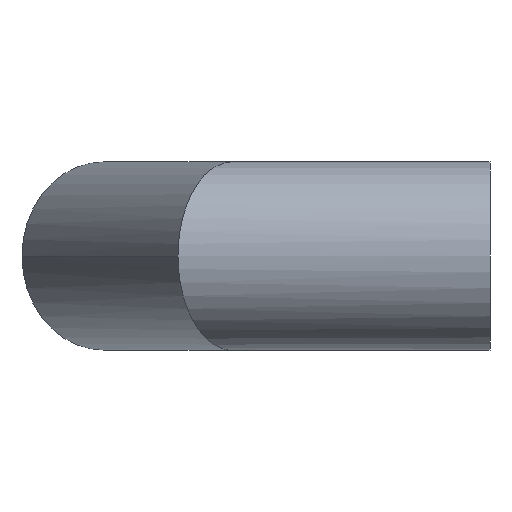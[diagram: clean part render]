
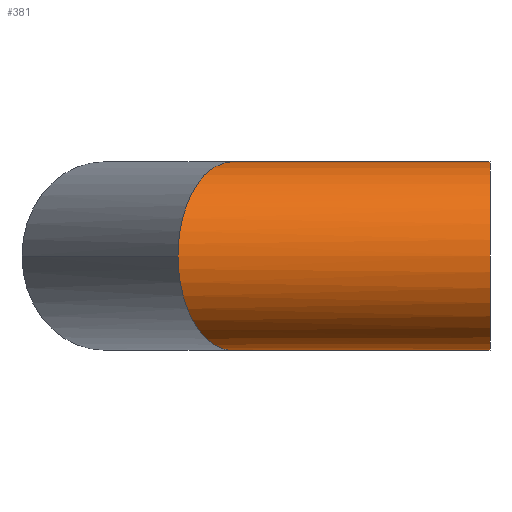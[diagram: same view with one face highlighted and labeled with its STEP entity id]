
A CAD part, left-side view. The second image highlights one B-rep face of the part: STEP entity #381.
In plain terms, the highlighted cylindrical face has radius 45 mm (diameter 90 mm), a partial arc.
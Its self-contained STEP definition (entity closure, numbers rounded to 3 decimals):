
#4 = ORIENTED_EDGE ( 'NONE', *, *, #288, .T. ) ;
#17 = DIRECTION ( 'NONE',  ( 0., 0., 1. ) ) ;
#20 = DIRECTION ( 'NONE',  ( 0., 0., 1. ) ) ;
#33 = CARTESIAN_POINT ( 'NONE',  ( 0., 0., -45. ) ) ;
#38 = LINE ( 'NONE', #340, #105 ) ;
#61 = FACE_OUTER_BOUND ( 'NONE', #100, .T. ) ;
#64 = DIRECTION ( 'NONE',  ( 0., 1., 0. ) ) ;
#67 = CARTESIAN_POINT ( 'NONE',  ( -45., 149.314, -26.36 ) ) ;
#76 = CARTESIAN_POINT ( 'NONE',  ( -45., 149.314, 0. ) ) ;
#87 = AXIS2_PLACEMENT_3D ( 'NONE', #160, #349, #20 ) ;
#98 = VERTEX_POINT ( 'NONE', #248 ) ;
#100 = EDGE_LOOP ( 'NONE', ( #260, #230, #374, #4, #334 ) ) ;
#105 = VECTOR ( 'NONE', #307, 1000. ) ;
#109 =( BOUNDED_CURVE ( )  B_SPLINE_CURVE ( 3, ( #197, #346, #188, #311 ),
 .UNSPECIFIED., .F., .F. ) 
 B_SPLINE_CURVE_WITH_KNOTS ( ( 4, 4 ),
 ( 4.712, 6.283 ),
 .UNSPECIFIED. ) 
 CURVE ( )  GEOMETRIC_REPRESENTATION_ITEM ( )  RATIONAL_B_SPLINE_CURVE ( ( 1., 0.805, 0.805, 1. ) ) 
 REPRESENTATION_ITEM ( '' )  );
#149 = VERTEX_POINT ( 'NONE', #180 ) ;
#153 = CARTESIAN_POINT ( 'NONE',  ( 0., 123.333, -45. ) ) ;
#160 = CARTESIAN_POINT ( 'NONE',  ( 0., 0., 0. ) ) ;
#161 = CYLINDRICAL_SURFACE ( 'NONE', #361, 45. ) ;
#171 = EDGE_CURVE ( 'NONE', #205, #364, #38, .T. ) ;
#180 = CARTESIAN_POINT ( 'NONE',  ( 0., 0., 45. ) ) ;
#182 = CARTESIAN_POINT ( 'NONE',  ( 0., 123.333, -45. ) ) ;
#184 = VECTOR ( 'NONE', #64, 1000. ) ;
#188 = CARTESIAN_POINT ( 'NONE',  ( -45., 149.314, 26.36 ) ) ;
#197 = CARTESIAN_POINT ( 'NONE',  ( 0., 123.333, 45. ) ) ;
#205 = VERTEX_POINT ( 'NONE', #33 ) ;
#206 = CIRCLE ( 'NONE', #87, 45. ) ;
#225 =( BOUNDED_CURVE ( )  B_SPLINE_CURVE ( 3, ( #305, #67, #282, #153 ),
 .UNSPECIFIED., .F., .F. ) 
 B_SPLINE_CURVE_WITH_KNOTS ( ( 4, 4 ),
 ( 0., 1.571 ),
 .UNSPECIFIED. ) 
 CURVE ( )  GEOMETRIC_REPRESENTATION_ITEM ( )  RATIONAL_B_SPLINE_CURVE ( ( 1., 0.805, 0.805, 1. ) ) 
 REPRESENTATION_ITEM ( '' )  );
#230 = ORIENTED_EDGE ( 'NONE', *, *, #253, .T. ) ;
#241 = DIRECTION ( 'NONE',  ( 0., 1., 0. ) ) ;
#248 = CARTESIAN_POINT ( 'NONE',  ( 0., 123.333, 45. ) ) ;
#253 = EDGE_CURVE ( 'NONE', #205, #149, #206, .T. ) ;
#260 = ORIENTED_EDGE ( 'NONE', *, *, #171, .F. ) ;
#278 = CARTESIAN_POINT ( 'NONE',  ( 0., 0., 0. ) ) ;
#282 = CARTESIAN_POINT ( 'NONE',  ( -26.36, 138.553, -45. ) ) ;
#288 = EDGE_CURVE ( 'NONE', #98, #298, #109, .T. ) ;
#298 = VERTEX_POINT ( 'NONE', #76 ) ;
#305 = CARTESIAN_POINT ( 'NONE',  ( -45., 149.314, 0. ) ) ;
#307 = DIRECTION ( 'NONE',  ( 0., 1., 0. ) ) ;
#311 = CARTESIAN_POINT ( 'NONE',  ( -45., 149.314, 0. ) ) ;
#332 = CARTESIAN_POINT ( 'NONE',  ( 0., 0., 45. ) ) ;
#334 = ORIENTED_EDGE ( 'NONE', *, *, #347, .T. ) ;
#339 = LINE ( 'NONE', #332, #184 ) ;
#340 = CARTESIAN_POINT ( 'NONE',  ( 0., 0., -45. ) ) ;
#346 = CARTESIAN_POINT ( 'NONE',  ( -26.36, 138.553, 45. ) ) ;
#347 = EDGE_CURVE ( 'NONE', #298, #364, #225, .T. ) ;
#349 = DIRECTION ( 'NONE',  ( 0., 1., 0. ) ) ;
#361 = AXIS2_PLACEMENT_3D ( 'NONE', #278, #241, #17 ) ;
#364 = VERTEX_POINT ( 'NONE', #182 ) ;
#374 = ORIENTED_EDGE ( 'NONE', *, *, #387, .T. ) ;
#381 = ADVANCED_FACE ( 'NONE', ( #61 ), #161, .T. ) ;
#387 = EDGE_CURVE ( 'NONE', #149, #98, #339, .T. ) ;
